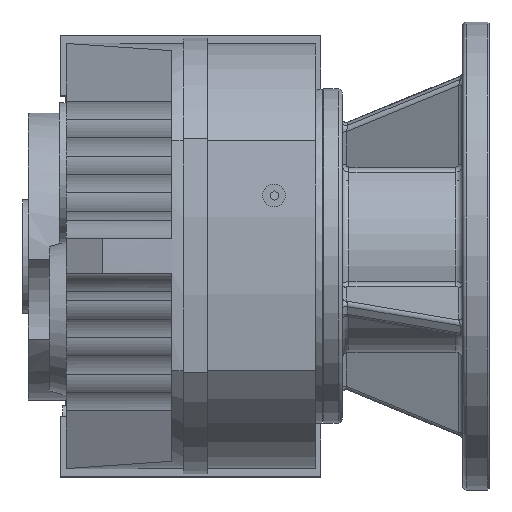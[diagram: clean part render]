
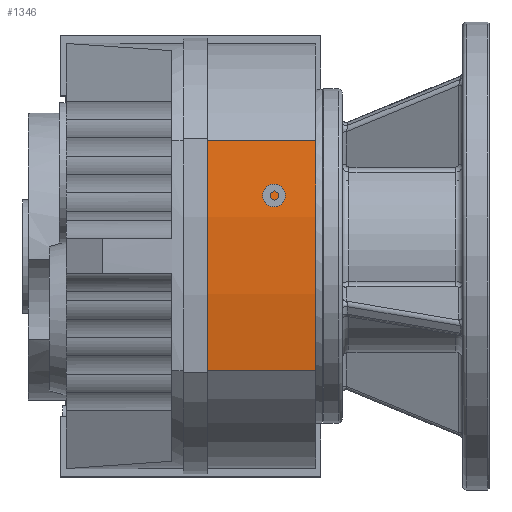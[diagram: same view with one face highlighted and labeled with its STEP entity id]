
A CAD part, top view. The second image highlights one B-rep face of the part: STEP entity #1346.
In plain terms, the highlighted cylindrical face has radius 500 mm (diameter 1000 mm), a partial arc.
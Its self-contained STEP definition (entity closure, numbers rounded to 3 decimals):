
#1346=ADVANCED_FACE('',(#6470),#6472,.T.);
#6470=FACE_BOUND('',#6471,.T.);
#6471=EDGE_LOOP('',(#13226,#13227,#13228,#13229));
#6472=CYLINDRICAL_SURFACE('',#6473,500.);
#6473=AXIS2_PLACEMENT_3D('',#6474,#6475,#6476);
#6474=CARTESIAN_POINT('',(721.678,0.,-125.124));
#6475=DIRECTION('',(-1.,-0.,-0.));
#6476=DIRECTION('',(0.,-1.,0.));
#13226=ORIENTED_EDGE('',*,*,#15781,.T.);
#13227=ORIENTED_EDGE('',*,*,#15782,.T.);
#13228=ORIENTED_EDGE('',*,*,#15783,.F.);
#13229=ORIENTED_EDGE('',*,*,#15784,.T.);
#15781=EDGE_CURVE('',#17352,#17353,#17354,.T.);
#15782=EDGE_CURVE('',#17353,#17355,#17356,.T.);
#15783=EDGE_CURVE('',#17357,#17355,#17358,.F.);
#15784=EDGE_CURVE('',#17357,#17352,#17359,.F.);
#17352=VERTEX_POINT('',#21147);
#17353=VERTEX_POINT('',#21148);
#17354=LINE('',#21149,#21150);
#17355=VERTEX_POINT('',#21152);
#17356=CIRCLE('',#21153,500.);
#17357=VERTEX_POINT('',#21157);
#17358=LINE('',#21158,#21159);
#17359=CIRCLE('',#21161,500.);
#21147=CARTESIAN_POINT('',(215.,86.,367.425));
#21148=CARTESIAN_POINT('',(134.,86.,367.425));
#21149=CARTESIAN_POINT('',(215.,86.,367.425));
#21150=VECTOR('',#21151,1.);
#21151=DIRECTION('',(-1.,0.,0.));
#21152=CARTESIAN_POINT('',(134.,-86.,367.425));
#21153=AXIS2_PLACEMENT_3D('',#21154,#21155,#21156);
#21154=CARTESIAN_POINT('',(134.,0.,-125.124));
#21155=DIRECTION('',(1.,0.,-0.));
#21156=DIRECTION('',(0.,0.172,0.985));
#21157=CARTESIAN_POINT('',(215.,-86.,367.425));
#21158=CARTESIAN_POINT('',(134.,-86.,367.425));
#21159=VECTOR('',#21160,1.);
#21160=DIRECTION('',(1.,0.,0.));
#21161=AXIS2_PLACEMENT_3D('',#21162,#21163,#21164);
#21162=CARTESIAN_POINT('',(215.,0.,-125.124));
#21163=DIRECTION('',(1.,0.,-0.));
#21164=DIRECTION('',(0.,0.172,0.985));
